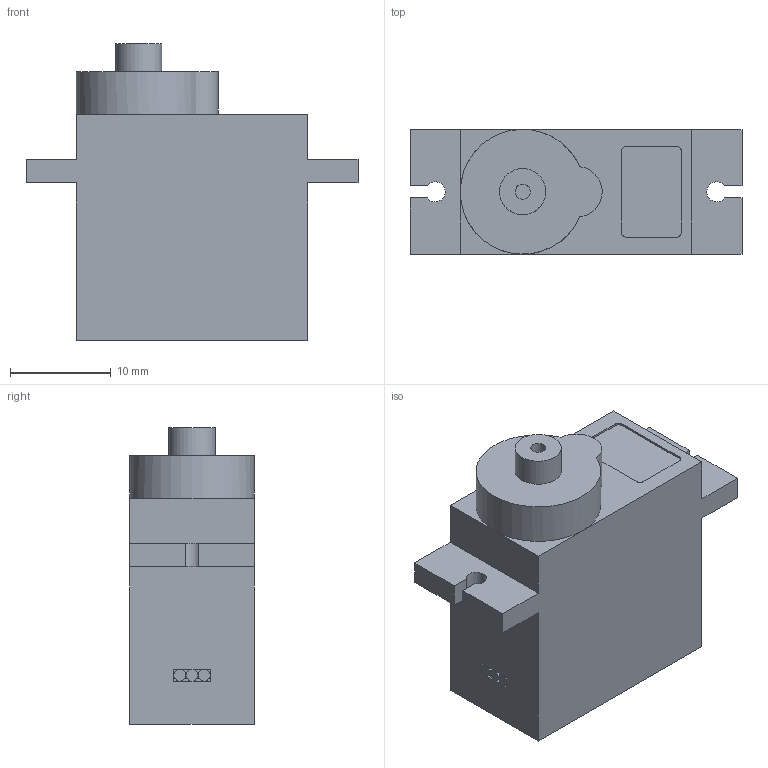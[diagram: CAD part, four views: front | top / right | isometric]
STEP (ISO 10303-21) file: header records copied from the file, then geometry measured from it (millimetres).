
FILE_DESCRIPTION(('FreeCAD Model'),'2;1');
FILE_NAME('HXT900.step', '2014-08-11T00:00:06',('FreeCAD'),('FreeCAD'), 'Open CASCADE STEP processor 6.7','FreeCAD','Unknown');
FILE_SCHEMA(('AUTOMOTIVE_DESIGN_CC2 { 1 2 10303 214 -1 1 5 4 }'));
Length unit declared in the file: millimetre
Products named in the file (1): HXT900
Bounding box: 33 x 12.4 x 29.5 mm (x, y, z)
Volume: 7246.1 mm3; surface area: 2735.7 mm2
Topology: 1 solids, 1 shells, 69 faces, 154 edges, 91 vertices
Faces by surface type: plane 51, cylinder 18
Full cylindrical faces by diameter (mm): 1.5 x1, 4.6 x1
Entity records: 4449 total; most frequent: CARTESIAN_POINT 829, DIRECTION 585, LINE 358, VECTOR 358, ORIENTED_EDGE 324, PCURVE 308, DEFINITIONAL_REPRESENTATION 308, EDGE_CURVE 154
